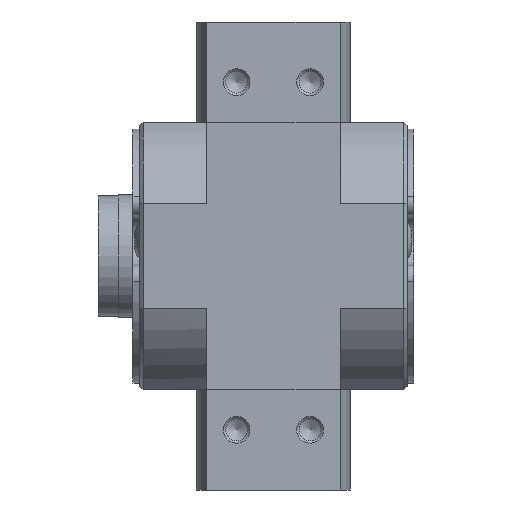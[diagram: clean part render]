
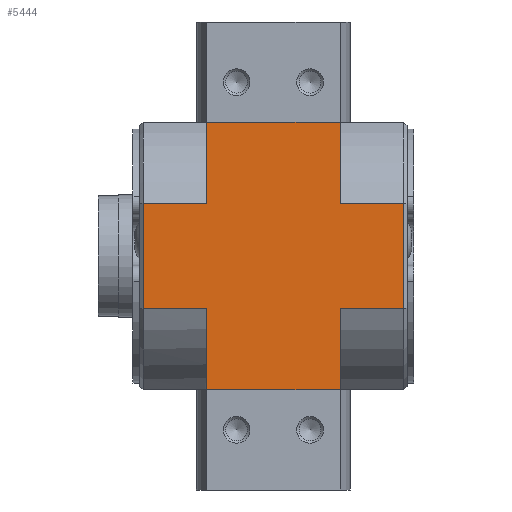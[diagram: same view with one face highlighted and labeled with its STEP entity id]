
A CAD part, left-side view. The second image highlights one B-rep face of the part: STEP entity #5444.
In plain terms, the highlighted planar face has unit normal (-1, 0, 0).
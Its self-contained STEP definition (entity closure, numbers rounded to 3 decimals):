
#250=LINE('',#8803,#580);
#251=LINE('',#8812,#581);
#258=LINE('',#8874,#588);
#262=LINE('',#8921,#592);
#266=LINE('',#8961,#596);
#267=LINE('',#8964,#597);
#268=LINE('',#8965,#598);
#269=LINE('',#8967,#599);
#270=LINE('',#8969,#600);
#271=LINE('',#8971,#601);
#272=LINE('',#8973,#602);
#273=LINE('',#8974,#603);
#580=VECTOR('',#6727,1000.);
#581=VECTOR('',#6732,1000.);
#588=VECTOR('',#6755,1000.);
#592=VECTOR('',#6767,1000.);
#596=VECTOR('',#6779,1000.);
#597=VECTOR('',#6780,1000.);
#598=VECTOR('',#6781,1000.);
#599=VECTOR('',#6782,1000.);
#600=VECTOR('',#6783,1000.);
#601=VECTOR('',#6784,1000.);
#602=VECTOR('',#6785,1000.);
#603=VECTOR('',#6786,1000.);
#904=PLANE('',#5946);
#1533=ORIENTED_EDGE('',*,*,#3053,.T.);
#1534=ORIENTED_EDGE('',*,*,#3054,.T.);
#1535=ORIENTED_EDGE('',*,*,#3030,.F.);
#1536=ORIENTED_EDGE('',*,*,#3055,.T.);
#1537=ORIENTED_EDGE('',*,*,#3056,.T.);
#1538=ORIENTED_EDGE('',*,*,#3057,.F.);
#1539=ORIENTED_EDGE('',*,*,#3058,.T.);
#1540=ORIENTED_EDGE('',*,*,#3059,.T.);
#1541=ORIENTED_EDGE('',*,*,#3042,.T.);
#1542=ORIENTED_EDGE('',*,*,#3015,.T.);
#1543=ORIENTED_EDGE('',*,*,#3012,.T.);
#1544=ORIENTED_EDGE('',*,*,#3060,.T.);
#3012=EDGE_CURVE('',#3762,#3761,#250,.T.);
#3015=EDGE_CURVE('',#3764,#3762,#251,.T.);
#3030=EDGE_CURVE('',#3776,#3777,#258,.T.);
#3042=EDGE_CURVE('',#3784,#3764,#262,.T.);
#3053=EDGE_CURVE('',#3788,#3789,#266,.T.);
#3054=EDGE_CURVE('',#3789,#3777,#267,.F.);
#3055=EDGE_CURVE('',#3776,#3790,#268,.T.);
#3056=EDGE_CURVE('',#3790,#3791,#269,.T.);
#3057=EDGE_CURVE('',#3792,#3791,#270,.T.);
#3058=EDGE_CURVE('',#3792,#3793,#271,.T.);
#3059=EDGE_CURVE('',#3793,#3784,#272,.F.);
#3060=EDGE_CURVE('',#3761,#3788,#273,.T.);
#3761=VERTEX_POINT('',#8802);
#3762=VERTEX_POINT('',#8804);
#3764=VERTEX_POINT('',#8813);
#3776=VERTEX_POINT('',#8873);
#3777=VERTEX_POINT('',#8875);
#3784=VERTEX_POINT('',#8922);
#3788=VERTEX_POINT('',#8962);
#3789=VERTEX_POINT('',#8963);
#3790=VERTEX_POINT('',#8966);
#3791=VERTEX_POINT('',#8968);
#3792=VERTEX_POINT('',#8970);
#3793=VERTEX_POINT('',#8972);
#4336=EDGE_LOOP('',(#1533,#1534,#1535,#1536,#1537,#1538,#1539,#1540,#1541,
#1542,#1543,#1544));
#4845=FACE_BOUND('',#4336,.T.);
#5444=ADVANCED_FACE('',(#4845),#904,.F.);
#5946=AXIS2_PLACEMENT_3D('',#8960,#6777,#6778);
#6727=DIRECTION('',(0.,0.,-1.));
#6732=DIRECTION('',(0.,-1.,0.));
#6755=DIRECTION('',(0.,0.,-1.));
#6767=DIRECTION('',(0.,0.,-1.));
#6777=DIRECTION('',(1.,0.,0.));
#6778=DIRECTION('',(0.,0.,-1.));
#6779=DIRECTION('',(0.,0.,1.));
#6780=DIRECTION('',(0.,1.,0.));
#6781=DIRECTION('',(0.,1.,0.));
#6782=DIRECTION('',(0.,0.,1.));
#6783=DIRECTION('',(0.,-1.,0.));
#6784=DIRECTION('',(0.,0.,-1.));
#6785=DIRECTION('',(0.,-1.,0.));
#6786=DIRECTION('',(0.,-1.,0.));
#8802=CARTESIAN_POINT('',(-20.,10.,-20.));
#8803=CARTESIAN_POINT('',(-20.,10.,20.));
#8804=CARTESIAN_POINT('',(-20.,10.,-7.89));
#8812=CARTESIAN_POINT('',(-20.,10.,-7.89));
#8813=CARTESIAN_POINT('',(-20.,19.5,-7.89));
#8873=CARTESIAN_POINT('',(-20.,-19.5,7.89));
#8874=CARTESIAN_POINT('',(-20.,-19.5,20.));
#8875=CARTESIAN_POINT('',(-20.,-19.5,-7.89));
#8921=CARTESIAN_POINT('',(-20.,19.5,20.));
#8922=CARTESIAN_POINT('',(-20.,19.5,7.89));
#8960=CARTESIAN_POINT('',(-20.,19.5,20.));
#8961=CARTESIAN_POINT('',(-20.,-10.,20.));
#8962=CARTESIAN_POINT('',(-20.,-10.,-20.));
#8963=CARTESIAN_POINT('',(-20.,-10.,-7.89));
#8964=CARTESIAN_POINT('',(-20.,-10.,-7.89));
#8965=CARTESIAN_POINT('',(-20.,-10.,7.89));
#8966=CARTESIAN_POINT('',(-20.,-10.,7.89));
#8967=CARTESIAN_POINT('',(-20.,-10.,20.));
#8968=CARTESIAN_POINT('',(-20.,-10.,20.));
#8969=CARTESIAN_POINT('',(-20.,19.5,20.));
#8970=CARTESIAN_POINT('',(-20.,10.,20.));
#8971=CARTESIAN_POINT('',(-20.,10.,20.));
#8972=CARTESIAN_POINT('',(-20.,10.,7.89));
#8973=CARTESIAN_POINT('',(-20.,10.,7.89));
#8974=CARTESIAN_POINT('',(-20.,19.5,-20.));
